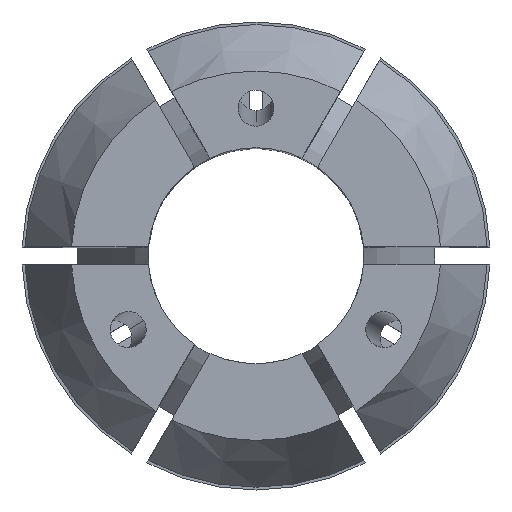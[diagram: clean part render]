
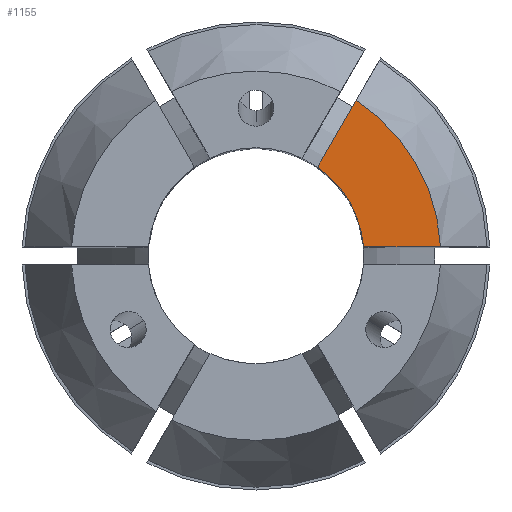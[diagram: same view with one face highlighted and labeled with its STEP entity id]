
A CAD part, top view. The second image highlights one B-rep face of the part: STEP entity #1155.
In plain terms, the highlighted planar face has unit normal (0, 0, 1).
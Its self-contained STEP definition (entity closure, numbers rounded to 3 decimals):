
#147 = ORIENTED_EDGE ( 'NONE', *, *, #992, .F. ) ;
#259 = DIRECTION ( 'NONE',  ( 0., 0., -1. ) ) ;
#283 = DIRECTION ( 'NONE',  ( 0., 0., 1. ) ) ;
#299 = EDGE_CURVE ( 'NONE', #3492, #1224, #3268, .T. ) ;
#377 = CARTESIAN_POINT ( 'NONE',  ( 5.979, 0.5, 34. ) ) ;
#589 = CARTESIAN_POINT ( 'NONE',  ( 0., 0., 34. ) ) ;
#699 = EDGE_CURVE ( 'NONE', #3309, #2613, #1612, .T. ) ;
#870 = DIRECTION ( 'NONE',  ( -1., 0., 0. ) ) ;
#918 = PLANE ( 'NONE',  #3388 ) ;
#931 = DIRECTION ( 'NONE',  ( 0., 0., 1. ) ) ;
#992 = EDGE_CURVE ( 'NONE', #1224, #2613, #2712, .T. ) ;
#998 = EDGE_CURVE ( 'NONE', #3309, #3492, #2103, .T. ) ;
#1155 = ADVANCED_FACE ( 'NONE', ( #1183 ), #918, .T. ) ;
#1183 = FACE_OUTER_BOUND ( 'NONE', #2902, .T. ) ;
#1204 = ORIENTED_EDGE ( 'NONE', *, *, #998, .F. ) ;
#1224 = VERTEX_POINT ( 'NONE', #377 ) ;
#1303 = ORIENTED_EDGE ( 'NONE', *, *, #699, .T. ) ;
#1508 = CARTESIAN_POINT ( 'NONE',  ( 4.877, 7.447, 34. ) ) ;
#1612 = LINE ( 'NONE', #1508, #2106 ) ;
#1809 = DIRECTION ( 'NONE',  ( 1., 0., 0. ) ) ;
#1839 = DIRECTION ( 'NONE',  ( -1., 0., 0. ) ) ;
#1928 = AXIS2_PLACEMENT_3D ( 'NONE', #589, #259, #870 ) ;
#1950 = CARTESIAN_POINT ( 'NONE',  ( 10.251, 0.5, 34. ) ) ;
#2094 = CARTESIAN_POINT ( 'NONE',  ( 5.558, 8.627, 34. ) ) ;
#2103 = CIRCLE ( 'NONE', #1928, 10.263 ) ;
#2106 = VECTOR ( 'NONE', #2951, 1000. ) ;
#2163 = CARTESIAN_POINT ( 'NONE',  ( 3.423, 4.928, 34. ) ) ;
#2299 = DIRECTION ( 'NONE',  ( 1., 0., 0. ) ) ;
#2322 = VECTOR ( 'NONE', #1839, 1000. ) ;
#2602 = CARTESIAN_POINT ( 'NONE',  ( 0., 0., 34. ) ) ;
#2613 = VERTEX_POINT ( 'NONE', #2163 ) ;
#2712 = CIRCLE ( 'NONE', #3517, 6. ) ;
#2762 = ORIENTED_EDGE ( 'NONE', *, *, #299, .F. ) ;
#2902 = EDGE_LOOP ( 'NONE', ( #1204, #1303, #147, #2762 ) ) ;
#2951 = DIRECTION ( 'NONE',  ( -0.5, -0.866, 0. ) ) ;
#3012 = CARTESIAN_POINT ( 'NONE',  ( 0., 0.5, 34. ) ) ;
#3268 = LINE ( 'NONE', #3012, #2322 ) ;
#3309 = VERTEX_POINT ( 'NONE', #2094 ) ;
#3388 = AXIS2_PLACEMENT_3D ( 'NONE', #3512, #931, #1809 ) ;
#3492 = VERTEX_POINT ( 'NONE', #1950 ) ;
#3512 = CARTESIAN_POINT ( 'NONE',  ( 0., 10.263, 34. ) ) ;
#3517 = AXIS2_PLACEMENT_3D ( 'NONE', #2602, #283, #2299 ) ;
